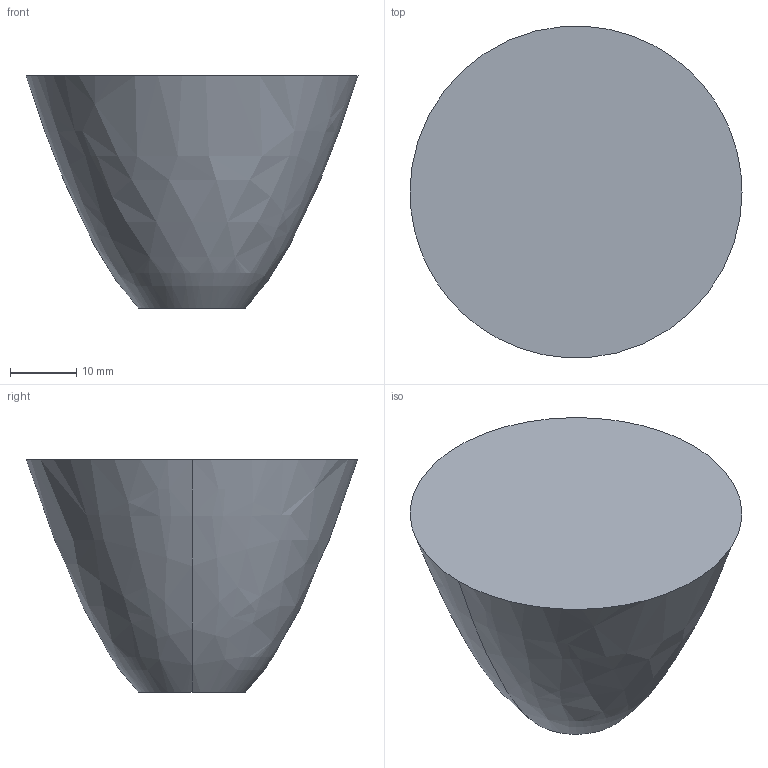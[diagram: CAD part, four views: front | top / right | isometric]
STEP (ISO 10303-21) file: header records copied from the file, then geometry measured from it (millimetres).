
FILE_DESCRIPTION ((), '1');
FILE_NAME ('pmmaLEDcollimator-large.STP', '2022-05-04T14:53:55', ('Unknown'), ('Unknown'), 'HarmonyWare STEP v2.0.6', 'HarmonyWare Translators', '');
FILE_SCHEMA (('CONFIG_CONTROL_DESIGN'));
Length unit declared in the file: millimetre
Products named in the file (1): NONE
Bounding box: 50 x 49.9 x 35.06 mm (x, y, z)
Volume: 36980.8 mm3; surface area: 6730.5 mm2
Topology: 1 solids, 1 shells, 7 faces, 16 edges, 9 vertices
Faces by surface type: bspline 4, sphere 2, plane 1
Entity records: 556 total; most frequent: CARTESIAN_POINT 318, ORIENTED_EDGE 28, EDGE_CURVE 14, VERTEX_POINT 9, PERSON 8, ORGANIZATION 8, PERSON_AND_ORGANIZATION 8, EDGE_LOOP 7
